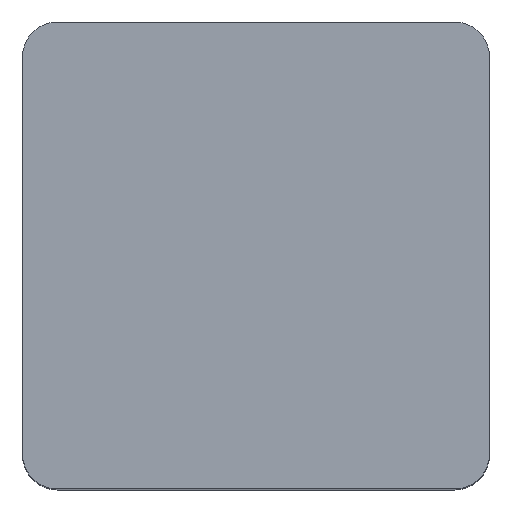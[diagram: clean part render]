
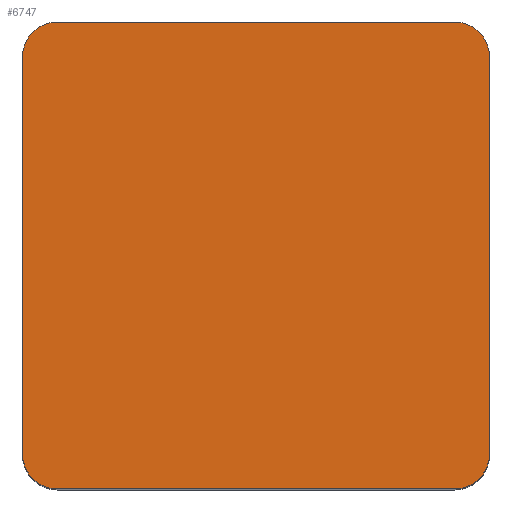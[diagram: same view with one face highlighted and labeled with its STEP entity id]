
A CAD part, top view. The second image highlights one B-rep face of the part: STEP entity #6747.
In plain terms, the highlighted planar face has unit normal (0, 0, 1).
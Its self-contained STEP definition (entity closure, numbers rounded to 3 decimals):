
#6556 = VERTEX_POINT('',#6557);
#6557 = CARTESIAN_POINT('',(-57.5,67.5,180.));
#6563 = EDGE_CURVE('',#6556,#6564,#6566,.T.);
#6564 = VERTEX_POINT('',#6565);
#6565 = CARTESIAN_POINT('',(-67.5,57.5,180.));
#6566 = CIRCLE('',#6567,10.);
#6567 = AXIS2_PLACEMENT_3D('',#6568,#6569,#6570);
#6568 = CARTESIAN_POINT('',(-57.5,57.5,180.));
#6569 = DIRECTION('',(0.,0.,1.));
#6570 = DIRECTION('',(1.,0.,0.));
#6588 = VERTEX_POINT('',#6589);
#6589 = CARTESIAN_POINT('',(-67.5,-57.5,180.));
#6595 = EDGE_CURVE('',#6588,#6564,#6596,.T.);
#6596 = LINE('',#6597,#6598);
#6597 = CARTESIAN_POINT('',(-67.5,-57.5,180.));
#6598 = VECTOR('',#6599,1.);
#6599 = DIRECTION('',(0.,1.,0.));
#6612 = EDGE_CURVE('',#6588,#6613,#6615,.T.);
#6613 = VERTEX_POINT('',#6614);
#6614 = CARTESIAN_POINT('',(-57.5,-67.5,180.));
#6615 = CIRCLE('',#6616,10.);
#6616 = AXIS2_PLACEMENT_3D('',#6617,#6618,#6619);
#6617 = CARTESIAN_POINT('',(-57.5,-57.5,180.));
#6618 = DIRECTION('',(0.,0.,1.));
#6619 = DIRECTION('',(1.,0.,0.));
#6637 = VERTEX_POINT('',#6638);
#6638 = CARTESIAN_POINT('',(57.5,-67.5,180.));
#6644 = EDGE_CURVE('',#6637,#6613,#6645,.T.);
#6645 = LINE('',#6646,#6647);
#6646 = CARTESIAN_POINT('',(57.5,-67.5,180.));
#6647 = VECTOR('',#6648,1.);
#6648 = DIRECTION('',(-1.,0.,0.));
#6661 = EDGE_CURVE('',#6637,#6662,#6664,.T.);
#6662 = VERTEX_POINT('',#6663);
#6663 = CARTESIAN_POINT('',(67.5,-57.5,180.));
#6664 = CIRCLE('',#6665,10.);
#6665 = AXIS2_PLACEMENT_3D('',#6666,#6667,#6668);
#6666 = CARTESIAN_POINT('',(57.5,-57.5,180.));
#6667 = DIRECTION('',(0.,0.,1.));
#6668 = DIRECTION('',(1.,0.,0.));
#6686 = VERTEX_POINT('',#6687);
#6687 = CARTESIAN_POINT('',(67.5,57.5,180.));
#6693 = EDGE_CURVE('',#6686,#6662,#6694,.T.);
#6694 = LINE('',#6695,#6696);
#6695 = CARTESIAN_POINT('',(67.5,57.5,180.));
#6696 = VECTOR('',#6697,1.);
#6697 = DIRECTION('',(0.,-1.,0.));
#6710 = EDGE_CURVE('',#6686,#6711,#6713,.T.);
#6711 = VERTEX_POINT('',#6712);
#6712 = CARTESIAN_POINT('',(57.5,67.5,180.));
#6713 = CIRCLE('',#6714,10.);
#6714 = AXIS2_PLACEMENT_3D('',#6715,#6716,#6717);
#6715 = CARTESIAN_POINT('',(57.5,57.5,180.));
#6716 = DIRECTION('',(0.,0.,1.));
#6717 = DIRECTION('',(1.,0.,0.));
#6735 = EDGE_CURVE('',#6556,#6711,#6736,.T.);
#6736 = LINE('',#6737,#6738);
#6737 = CARTESIAN_POINT('',(-57.5,67.5,180.));
#6738 = VECTOR('',#6739,1.);
#6739 = DIRECTION('',(1.,0.,0.));
#6747 = ADVANCED_FACE('',(#6748),#6758,.T.);
#6748 = FACE_BOUND('',#6749,.T.);
#6749 = EDGE_LOOP('',(#6750,#6751,#6752,#6753,#6754,#6755,#6756,#6757));
#6750 = ORIENTED_EDGE('',*,*,#6563,.T.);
#6751 = ORIENTED_EDGE('',*,*,#6595,.F.);
#6752 = ORIENTED_EDGE('',*,*,#6612,.T.);
#6753 = ORIENTED_EDGE('',*,*,#6644,.F.);
#6754 = ORIENTED_EDGE('',*,*,#6661,.T.);
#6755 = ORIENTED_EDGE('',*,*,#6693,.F.);
#6756 = ORIENTED_EDGE('',*,*,#6710,.T.);
#6757 = ORIENTED_EDGE('',*,*,#6735,.F.);
#6758 = PLANE('',#6759);
#6759 = AXIS2_PLACEMENT_3D('',#6760,#6761,#6762);
#6760 = CARTESIAN_POINT('',(0.,0.,180.));
#6761 = DIRECTION('',(0.,0.,1.));
#6762 = DIRECTION('',(1.,0.,0.));
